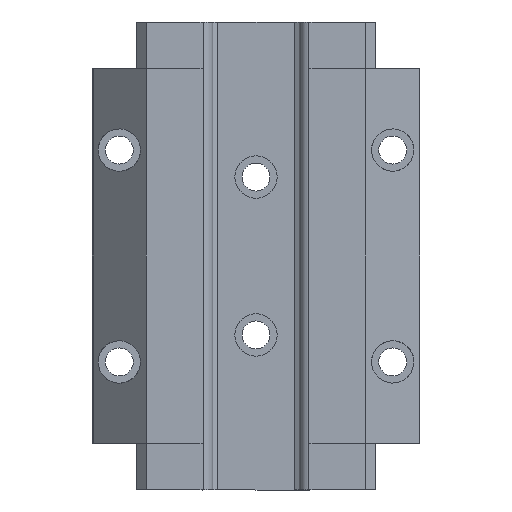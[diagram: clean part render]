
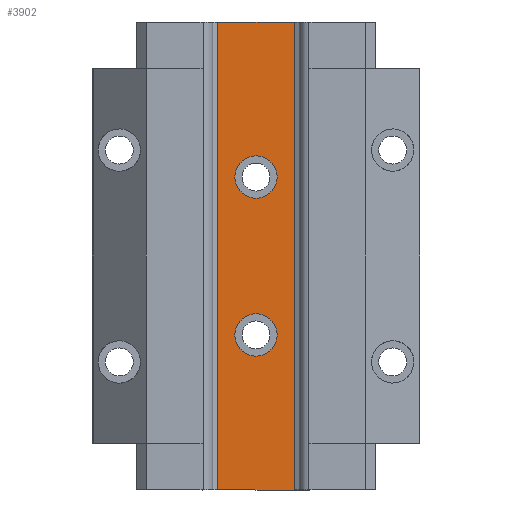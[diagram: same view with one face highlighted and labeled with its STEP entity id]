
A CAD part, front view. The second image highlights one B-rep face of the part: STEP entity #3902.
In plain terms, the highlighted planar face has unit normal (0, -1, 0).
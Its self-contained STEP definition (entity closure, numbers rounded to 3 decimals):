
#922 = EDGE_LOOP ( 'NONE', ( #4060, #4061, #4062, #4063 ) ) ;
#928 = EDGE_LOOP ( 'NONE', ( #4058 ) ) ;
#937 = EDGE_LOOP ( 'NONE', ( #4059 ) ) ;
#1233 = VERTEX_POINT ( 'NONE', #4893 ) ;
#1234 = VERTEX_POINT ( 'NONE', #4894 ) ;
#1239 = VERTEX_POINT ( 'NONE', #4897 ) ;
#1257 = VERTEX_POINT ( 'NONE', #4906 ) ;
#2869 = EDGE_CURVE ( 'NONE', #9773, #9773, #8683, .T. ) ;
#2872 = EDGE_CURVE ( 'NONE', #9775, #9775, #9856, .T. ) ;
#2925 = EDGE_CURVE ( 'NONE', #1234, #1233, #9947, .T. ) ;
#2927 = EDGE_CURVE ( 'NONE', #1233, #1239, #9951, .T. ) ;
#2928 = EDGE_CURVE ( 'NONE', #1257, #1239, #9953, .T. ) ;
#2929 = EDGE_CURVE ( 'NONE', #1234, #1257, #9939, .T. ) ;
#3902 = ADVANCED_FACE ( 'NONE', ( #10341, #10342, #10346 ), #9492, .F. ) ;
#4058 = ORIENTED_EDGE ( 'NONE', *, *, #2872, .F. ) ;
#4059 = ORIENTED_EDGE ( 'NONE', *, *, #2869, .F. ) ;
#4060 = ORIENTED_EDGE ( 'NONE', *, *, #2929, .T. ) ;
#4061 = ORIENTED_EDGE ( 'NONE', *, *, #2928, .T. ) ;
#4062 = ORIENTED_EDGE ( 'NONE', *, *, #2927, .F. ) ;
#4063 = ORIENTED_EDGE ( 'NONE', *, *, #2925, .F. ) ;
#4893 = CARTESIAN_POINT ( 'NONE',  ( -27.738, -29.85, 121.5 ) ) ;
#4894 = CARTESIAN_POINT ( 'NONE',  ( -27.738, -29.85, -121.5 ) ) ;
#4897 = CARTESIAN_POINT ( 'NONE',  ( 27.738, -29.85, 121.5 ) ) ;
#4906 = CARTESIAN_POINT ( 'NONE',  ( 27.738, -29.85, -121.5 ) ) ;
#6795 = AXIS2_PLACEMENT_3D ( 'NONE', #8738, #8740, #8741 ) ;
#6800 = AXIS2_PLACEMENT_3D ( 'NONE', #8717, #8731, #8732 ) ;
#6915 = AXIS2_PLACEMENT_3D ( 'NONE', #9493, #9494, #9495 ) ;
#8683 = CIRCLE ( 'NONE', #6800, 11. ) ;
#8717 = CARTESIAN_POINT ( 'NONE',  ( 0., -29.85, 41. ) ) ;
#8731 = DIRECTION ( 'NONE',  ( 0., -1., 0. ) ) ;
#8732 = DIRECTION ( 'NONE',  ( 0., 0., 1. ) ) ;
#8738 = CARTESIAN_POINT ( 'NONE',  ( 0., -29.85, -41. ) ) ;
#8740 = DIRECTION ( 'NONE',  ( 0., -1., 0. ) ) ;
#8741 = DIRECTION ( 'NONE',  ( 0., 0., 1. ) ) ;
#8859 = CARTESIAN_POINT ( 'NONE',  ( -27.738, -29.85, 145.8 ) ) ;
#8860 = DIRECTION ( 'NONE',  ( 0., 0., 1. ) ) ;
#8861 = CARTESIAN_POINT ( 'NONE',  ( 0., -29.85, -121.5 ) ) ;
#8863 = CARTESIAN_POINT ( 'NONE',  ( 0., -29.85, 121.5 ) ) ;
#8864 = DIRECTION ( 'NONE',  ( 1., 0., 0. ) ) ;
#8866 = CARTESIAN_POINT ( 'NONE',  ( 27.738, -29.85, 145.8 ) ) ;
#8867 = DIRECTION ( 'NONE',  ( 0., 0., 1. ) ) ;
#8869 = DIRECTION ( 'NONE',  ( 1., 0., 0. ) ) ;
#9492 = PLANE ( 'NONE',  #6915 ) ;
#9493 = CARTESIAN_POINT ( 'NONE',  ( 27.738, -29.85, 145.8 ) ) ;
#9494 = DIRECTION ( 'NONE',  ( 0., 1., 0. ) ) ;
#9495 = DIRECTION ( 'NONE',  ( 0., 0., 1. ) ) ;
#9773 = VERTEX_POINT ( 'NONE', #9774 ) ;
#9774 = CARTESIAN_POINT ( 'NONE',  ( 0., -29.85, 52. ) ) ;
#9775 = VERTEX_POINT ( 'NONE', #9776 ) ;
#9776 = CARTESIAN_POINT ( 'NONE',  ( 0., -29.85, -30. ) ) ;
#9856 = CIRCLE ( 'NONE', #6795, 11. ) ;
#9939 = LINE ( 'NONE', #8861, #9955 ) ;
#9947 = LINE ( 'NONE', #8859, #9948 ) ;
#9948 = VECTOR ( 'NONE', #8860, 1000. ) ;
#9951 = LINE ( 'NONE', #8863, #9952 ) ;
#9952 = VECTOR ( 'NONE', #8864, 1000. ) ;
#9953 = LINE ( 'NONE', #8866, #9954 ) ;
#9954 = VECTOR ( 'NONE', #8867, 1000. ) ;
#9955 = VECTOR ( 'NONE', #8869, 1000. ) ;
#10341 = FACE_BOUND ( 'NONE', #928, .T. ) ;
#10342 = FACE_BOUND ( 'NONE', #937, .T. ) ;
#10346 = FACE_OUTER_BOUND ( 'NONE', #922, .T. ) ;
